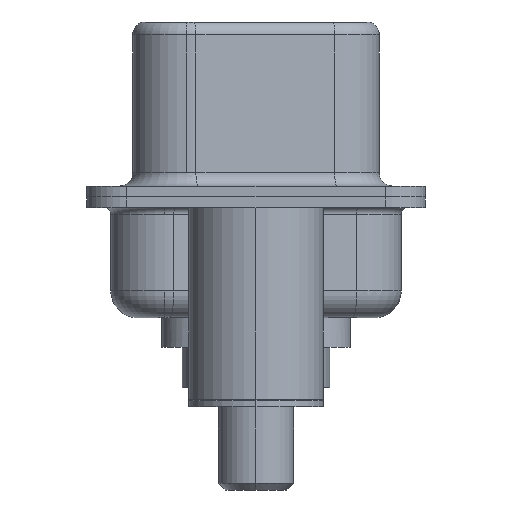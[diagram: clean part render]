
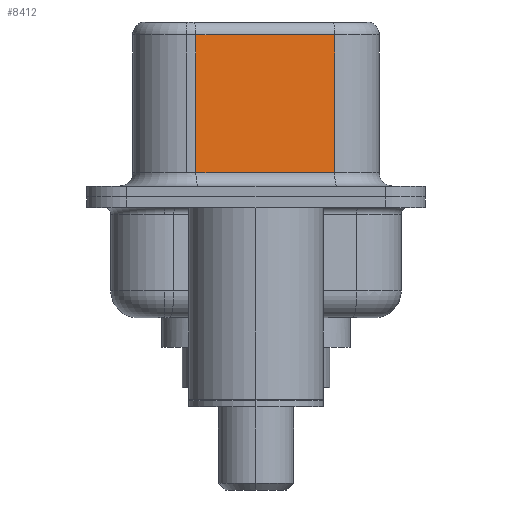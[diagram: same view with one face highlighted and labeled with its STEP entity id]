
A CAD part, left-side view. The second image highlights one B-rep face of the part: STEP entity #8412.
In plain terms, the highlighted planar face has unit normal (-0.985, -0.174, 0).
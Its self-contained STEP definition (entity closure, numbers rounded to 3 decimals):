
#121 = LINE ( 'NONE', #6229, #10158 ) ;
#1969 = VERTEX_POINT ( 'NONE', #7950 ) ;
#3130 = EDGE_LOOP ( 'NONE', ( #5776, #12216, #10610, #9484 ) ) ;
#4446 = CARTESIAN_POINT ( 'NONE',  ( 3.655, 2.233, 6.52 ) ) ;
#4526 = LINE ( 'NONE', #8835, #7454 ) ;
#5534 = AXIS2_PLACEMENT_3D ( 'NONE', #8870, #10904, #8375 ) ;
#5776 = ORIENTED_EDGE ( 'NONE', *, *, #10542, .F. ) ;
#5781 = CARTESIAN_POINT ( 'NONE',  ( 4.565, -2.927, 6.02 ) ) ;
#6229 = CARTESIAN_POINT ( 'NONE',  ( 4.565, -2.927, 0.9 ) ) ;
#6512 = FACE_OUTER_BOUND ( 'NONE', #3130, .T. ) ;
#6723 = CARTESIAN_POINT ( 'NONE',  ( 3.655, 2.233, 0.9 ) ) ;
#6747 = VERTEX_POINT ( 'NONE', #13887 ) ;
#7081 = VECTOR ( 'NONE', #11918, 1000. ) ;
#7363 = VERTEX_POINT ( 'NONE', #10443 ) ;
#7454 = VECTOR ( 'NONE', #10101, 1000. ) ;
#7655 = VERTEX_POINT ( 'NONE', #6723 ) ;
#7950 = CARTESIAN_POINT ( 'NONE',  ( 4.565, -2.927, 6.02 ) ) ;
#8375 = DIRECTION ( 'NONE',  ( -0.174, 0.985, 0. ) ) ;
#8412 = ADVANCED_FACE ( 'NONE', ( #6512 ), #10958, .F. ) ;
#8835 = CARTESIAN_POINT ( 'NONE',  ( 4.565, -2.927, 6.52 ) ) ;
#8870 = CARTESIAN_POINT ( 'NONE',  ( 4.565, -2.927, 6.52 ) ) ;
#9484 = ORIENTED_EDGE ( 'NONE', *, *, #12005, .T. ) ;
#9555 = EDGE_CURVE ( 'NONE', #1969, #7363, #15003, .T. ) ;
#10101 = DIRECTION ( 'NONE',  ( 0., 0., -1. ) ) ;
#10158 = VECTOR ( 'NONE', #13641, 1000. ) ;
#10443 = CARTESIAN_POINT ( 'NONE',  ( 3.655, 2.233, 6.02 ) ) ;
#10448 = LINE ( 'NONE', #4446, #7081 ) ;
#10542 = EDGE_CURVE ( 'NONE', #1969, #6747, #4526, .T. ) ;
#10610 = ORIENTED_EDGE ( 'NONE', *, *, #14712, .T. ) ;
#10904 = DIRECTION ( 'NONE',  ( 0.985, 0.174, 0. ) ) ;
#10958 = PLANE ( 'NONE',  #5534 ) ;
#11407 = VECTOR ( 'NONE', #15730, 1000. ) ;
#11918 = DIRECTION ( 'NONE',  ( 0., 0., -1. ) ) ;
#12005 = EDGE_CURVE ( 'NONE', #7655, #6747, #121, .T. ) ;
#12216 = ORIENTED_EDGE ( 'NONE', *, *, #9555, .T. ) ;
#13641 = DIRECTION ( 'NONE',  ( 0.174, -0.985, 0. ) ) ;
#13887 = CARTESIAN_POINT ( 'NONE',  ( 4.565, -2.927, 0.9 ) ) ;
#14712 = EDGE_CURVE ( 'NONE', #7363, #7655, #10448, .T. ) ;
#15003 = LINE ( 'NONE', #5781, #11407 ) ;
#15730 = DIRECTION ( 'NONE',  ( -0.174, 0.985, 0. ) ) ;
